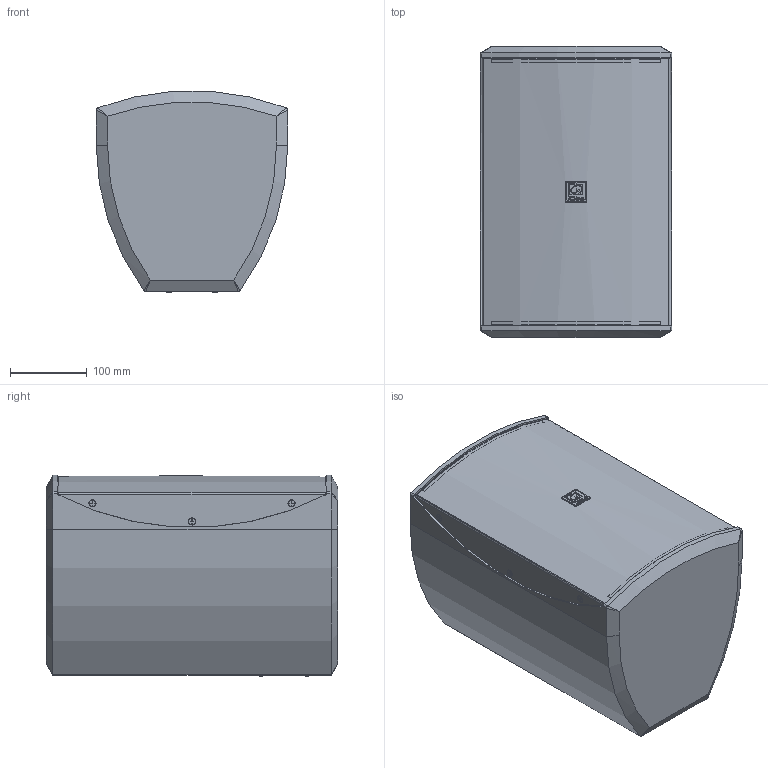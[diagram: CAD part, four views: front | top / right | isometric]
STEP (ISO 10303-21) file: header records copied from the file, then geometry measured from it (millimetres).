
FILE_DESCRIPTION(/* description */ (''),/* implementation_level */ '2;1');
FILE_NAME(/* name */ 'AUDAC-XENO8.stp',/* time_stamp */ '2021-03-24T09:06:16+01:00',/* author */ ('kamiel'),/* organization */ (''),/* preprocessor_version */ 'ST-DEVELOPER v18.1',/* originating_system */ 'Autodesk Inventor 2021',/* authorisation */ '');
FILE_SCHEMA (('AUTOMOTIVE_DESIGN { 1 0 10303 214 3 1 1 }'));
Products named in the file (1): AUDAC-XENO8
Bounding box: 250 x 380.01 x 262.67 mm (x, y, z)
Volume: 20921374.1 mm3; surface area: 608532.2 mm2
Topology: 1 solids, 11 shells, 4057 faces, 11298 edges, 7484 vertices
Faces by surface type: plane 3688, cylinder 139, cone 104, bspline 70, torus 52, sphere 4
Full cylindrical faces by diameter (mm): 0.26 x62, 2.8 x4, 3.5 x4, 3.9 x4, 4.917 x5, 8.4 x6
Entity records: 130272 total; most frequent: CARTESIAN_POINT 26077, ORIENTED_EDGE 22572, DIRECTION 19510, EDGE_CURVE 11286, LINE 10388, VECTOR 10388, VERTEX_POINT 7484, AXIS2_PLACEMENT_3D 4561
